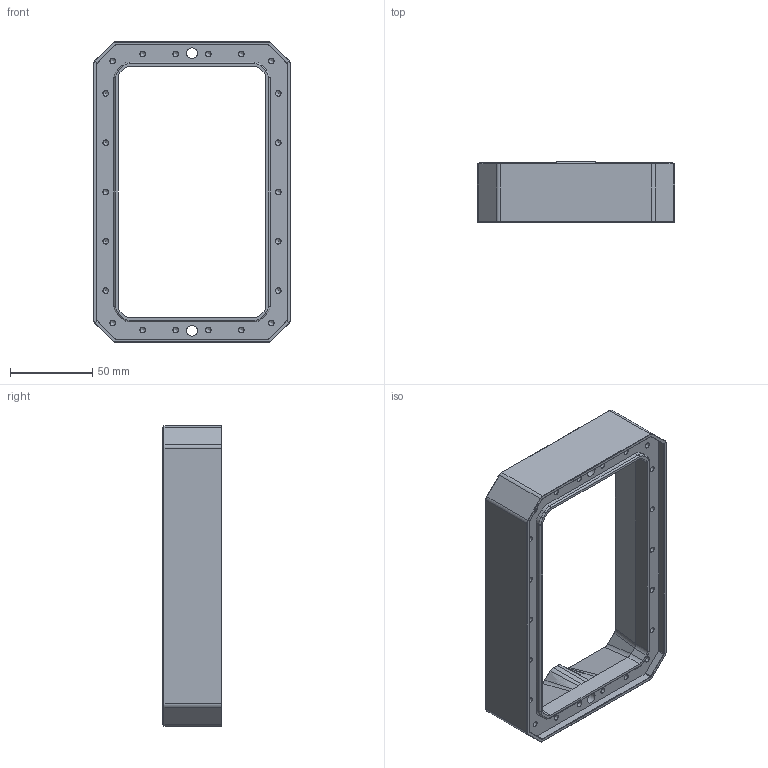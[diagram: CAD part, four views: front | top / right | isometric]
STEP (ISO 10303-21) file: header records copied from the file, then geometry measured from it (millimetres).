
FILE_DESCRIPTION(/* description */ (''),/* implementation_level */ '2;1');
FILE_NAME(/* name */ 'SL1 - 17 - Tub.step',/* time_stamp */ '2019-02-21T12:01:35+01:00',/* author */ (''),/* organization */ (''),/* preprocessor_version */ 'ST-DEVELOPER v17.2',/* originating_system */ 'Autodesk Translation Framework v7.6.0.251',/* authorisation */ '');
FILE_SCHEMA (('AUTOMOTIVE_DESIGN { 1 0 10303 214 3 1 1 }'));
Length unit declared in the file: millimetre
Products named in the file (1): SL1 - 17 - Tub 
Bounding box: 120 x 36.5 x 183 mm (x, y, z)
Volume: 216131.3 mm3; surface area: 58285.3 mm2
Topology: 1 solids, 1 shells, 294 faces, 769 edges, 478 vertices
Faces by surface type: plane 106, cone 90, cylinder 64, bspline 26, torus 8
Full cylindrical faces by diameter (mm): 3.3 x22, 6.5 x2
Entity records: 10320 total; most frequent: CARTESIAN_POINT 3075, DIRECTION 1505, ORIENTED_EDGE 1494, EDGE_CURVE 747, AXIS2_PLACEMENT_3D 534, VERTEX_POINT 478, LINE 437, VECTOR 437
